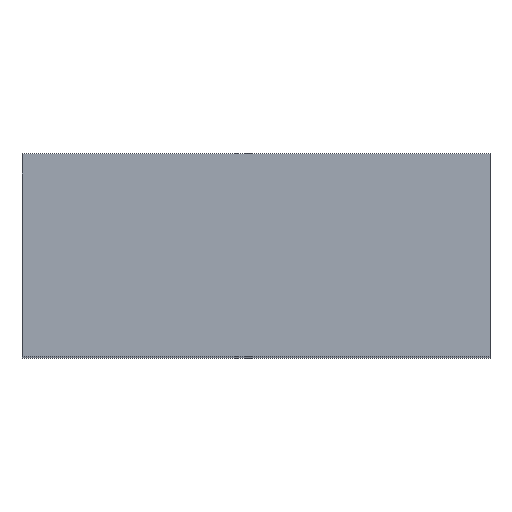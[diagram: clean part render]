
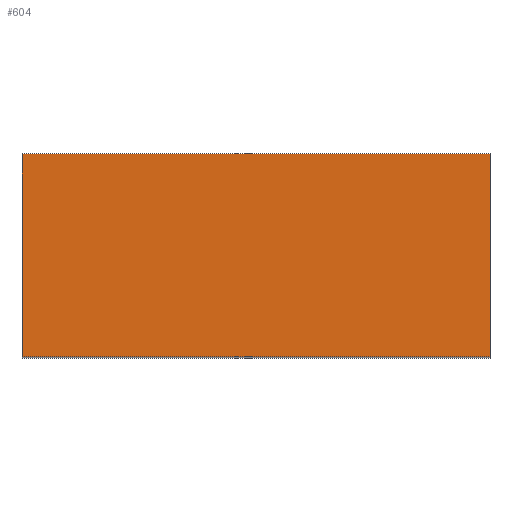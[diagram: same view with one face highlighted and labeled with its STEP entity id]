
A CAD part, top view. The second image highlights one B-rep face of the part: STEP entity #604.
In plain terms, the highlighted planar face has unit normal (0, 0, 1).
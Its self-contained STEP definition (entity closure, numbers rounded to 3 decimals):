
#380=CARTESIAN_POINT('',(8.674,-2.286,15.57));
#379=VERTEX_POINT('',#380);
#390=CARTESIAN_POINT('',(-1.867,-2.286,15.57));
#389=VERTEX_POINT('',#390);
#388=EDGE_CURVE('',#389,#379,#393,.T.);
#393=LINE('',#390,#395);
#395=VECTOR('',#396,10.541);
#396=DIRECTION('',(1.0,0.0,0.0));
#429=CARTESIAN_POINT('',(8.674,2.286,15.57));
#428=VERTEX_POINT('',#429);
#437=EDGE_CURVE('',#379,#428,#442,.T.);
#442=LINE('',#380,#444);
#444=VECTOR('',#445,4.572);
#445=DIRECTION('',(0.0,1.0,0.0));
#478=CARTESIAN_POINT('',(-1.867,2.286,15.57));
#477=VERTEX_POINT('',#478);
#486=EDGE_CURVE('',#428,#477,#491,.T.);
#491=LINE('',#429,#493);
#493=VECTOR('',#494,10.541);
#494=DIRECTION('',(-1.0,0.0,0.0));
#535=EDGE_CURVE('',#477,#389,#540,.T.);
#540=LINE('',#478,#542);
#542=VECTOR('',#543,4.572);
#543=DIRECTION('',(0.0,-1.0,0.0));
#604=ADVANCED_FACE('',(#610),#605,.T.);
#605=PLANE('',#606);
#606=AXIS2_PLACEMENT_3D('',#607,#608,#609);
#607=CARTESIAN_POINT('',(-1.867,-2.286,15.57));
#608=DIRECTION('',(0.0,0.0,1.0));
#609=DIRECTION('',(0.,1.,0.));
#610=FACE_OUTER_BOUND('',#611,.T.);
#611=EDGE_LOOP('',(#612,#622,#632,#642));
#612=ORIENTED_EDGE('',*,*,#388,.T.);
#622=ORIENTED_EDGE('',*,*,#437,.T.);
#632=ORIENTED_EDGE('',*,*,#486,.T.);
#642=ORIENTED_EDGE('',*,*,#535,.T.);
